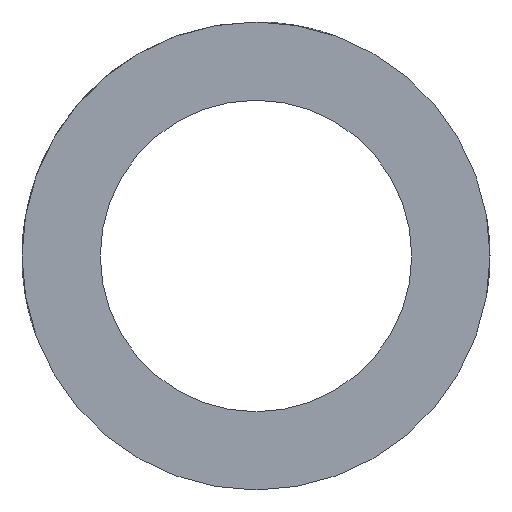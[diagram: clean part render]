
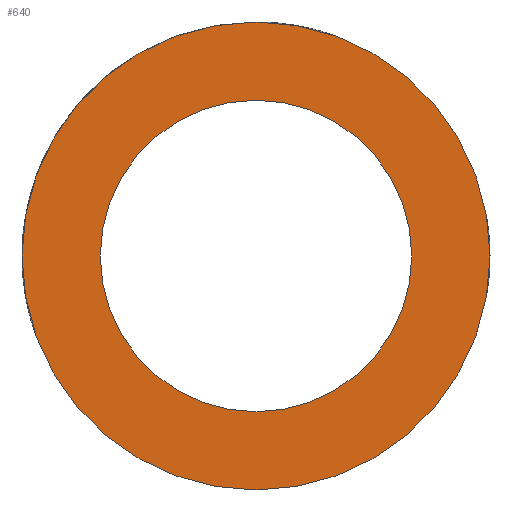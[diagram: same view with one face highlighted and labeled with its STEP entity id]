
A CAD part, left-side view. The second image highlights one B-rep face of the part: STEP entity #640.
In plain terms, the highlighted planar face has unit normal (-1, 0, 0).
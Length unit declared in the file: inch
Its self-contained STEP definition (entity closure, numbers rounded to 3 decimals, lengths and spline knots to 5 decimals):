
#25 = PLANE ( 'NONE',  #942 ) ;
#132 = EDGE_CURVE ( 'NONE', #255, #231, #981, .T. ) ;
#143 = CARTESIAN_POINT ( 'NONE',  ( 0., 0., 0.4375 ) ) ;
#181 = FACE_OUTER_BOUND ( 'NONE', #472, .T. ) ;
#231 = VERTEX_POINT ( 'NONE', #280 ) ;
#238 = CIRCLE ( 'NONE', #788, 0.6575 ) ;
#255 = VERTEX_POINT ( 'NONE', #143 ) ;
#280 = CARTESIAN_POINT ( 'NONE',  ( 0., 0., -0.4375 ) ) ;
#306 = CARTESIAN_POINT ( 'NONE',  ( 0., 0., 0.6575 ) ) ;
#380 = DIRECTION ( 'NONE',  ( 0., 0., -1. ) ) ;
#420 = EDGE_CURVE ( 'NONE', #612, #484, #238, .T. ) ;
#422 = ORIENTED_EDGE ( 'NONE', *, *, #840, .F. ) ;
#435 = ORIENTED_EDGE ( 'NONE', *, *, #865, .T. ) ;
#437 = EDGE_LOOP ( 'NONE', ( #855, #435 ) ) ;
#452 = DIRECTION ( 'NONE',  ( 0., 0., -1. ) ) ;
#461 = DIRECTION ( 'NONE',  ( 1., 0., 0. ) ) ;
#464 = CARTESIAN_POINT ( 'NONE',  ( 0., 0., 0. ) ) ;
#472 = EDGE_LOOP ( 'NONE', ( #422, #928 ) ) ;
#484 = VERTEX_POINT ( 'NONE', #306 ) ;
#489 = AXIS2_PLACEMENT_3D ( 'NONE', #464, #461, #452 ) ;
#506 = DIRECTION ( 'NONE',  ( 1., 0., 0. ) ) ;
#563 = AXIS2_PLACEMENT_3D ( 'NONE', #940, #930, #926 ) ;
#564 = FACE_BOUND ( 'NONE', #437, .T. ) ;
#607 = CIRCLE ( 'NONE', #563, 0.6575 ) ;
#612 = VERTEX_POINT ( 'NONE', #896 ) ;
#638 = DIRECTION ( 'NONE',  ( 0., 0., -1. ) ) ;
#640 = ADVANCED_FACE ( 'NONE', ( #181, #564 ), #25, .F. ) ;
#650 = CARTESIAN_POINT ( 'NONE',  ( 0., 0., 0. ) ) ;
#670 = DIRECTION ( 'NONE',  ( 1., 0., 0. ) ) ;
#737 = DIRECTION ( 'NONE',  ( 0., 0., -1. ) ) ;
#743 = DIRECTION ( 'NONE',  ( 1., 0., 0. ) ) ;
#788 = AXIS2_PLACEMENT_3D ( 'NONE', #939, #506, #380 ) ;
#840 = EDGE_CURVE ( 'NONE', #484, #612, #607, .T. ) ;
#855 = ORIENTED_EDGE ( 'NONE', *, *, #132, .T. ) ;
#865 = EDGE_CURVE ( 'NONE', #231, #255, #923, .T. ) ;
#896 = CARTESIAN_POINT ( 'NONE',  ( 0., 0., -0.6575 ) ) ;
#915 = AXIS2_PLACEMENT_3D ( 'NONE', #650, #670, #638 ) ;
#923 = CIRCLE ( 'NONE', #489, 0.4375 ) ;
#926 = DIRECTION ( 'NONE',  ( 0., 0., -1. ) ) ;
#928 = ORIENTED_EDGE ( 'NONE', *, *, #420, .F. ) ;
#930 = DIRECTION ( 'NONE',  ( 1., 0., 0. ) ) ;
#939 = CARTESIAN_POINT ( 'NONE',  ( 0., 0., 0. ) ) ;
#940 = CARTESIAN_POINT ( 'NONE',  ( 0., 0., 0. ) ) ;
#942 = AXIS2_PLACEMENT_3D ( 'NONE', #952, #743, #737 ) ;
#952 = CARTESIAN_POINT ( 'NONE',  ( 0., 0., 0. ) ) ;
#981 = CIRCLE ( 'NONE', #915, 0.4375 ) ;
